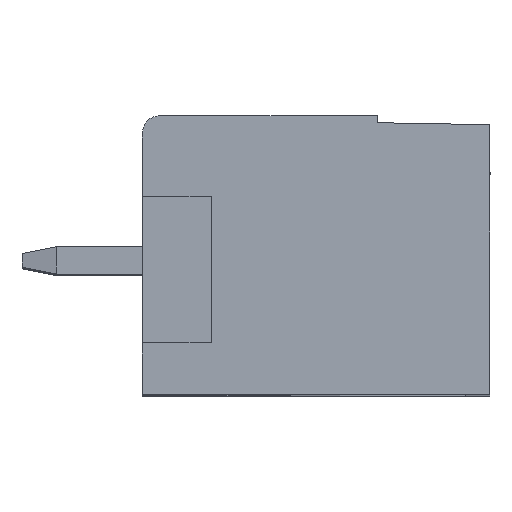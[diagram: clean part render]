
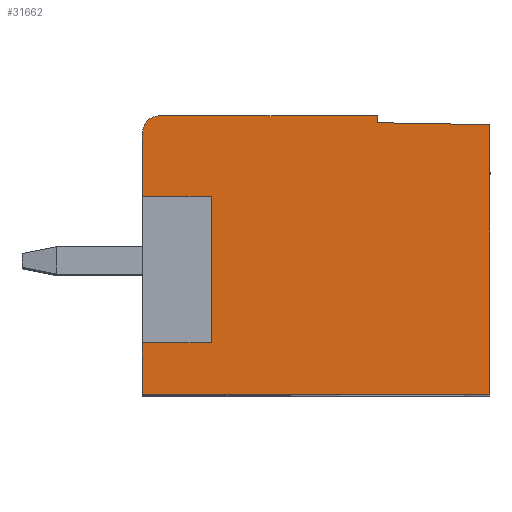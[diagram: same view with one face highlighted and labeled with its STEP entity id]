
A CAD part, top view. The second image highlights one B-rep face of the part: STEP entity #31662.
In plain terms, the highlighted planar face has unit normal (0, 0, 1).
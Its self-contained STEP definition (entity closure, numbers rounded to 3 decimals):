
#5=DIRECTION('',(0.,1.,0.));
#6=VECTOR('',#5,7.84);
#7=CARTESIAN_POINT('',(-10.615,0.099,168.212));
#8=LINE('',#7,#6);
#287=DIRECTION('',(0.,1.,0.));
#288=VECTOR('',#287,0.202);
#289=CARTESIAN_POINT('',(-13.889,7.997,168.212));
#290=LINE('',#289,#288);
#355=DIRECTION('',(0.,-1.,0.));
#356=VECTOR('',#355,1.85);
#357=CARTESIAN_POINT('',(-20.715,7.699,168.212));
#358=LINE('',#357,#356);
#371=DIRECTION('',(0.,-1.,0.));
#372=VECTOR('',#371,1.5);
#373=CARTESIAN_POINT('',(-20.715,1.599,168.212));
#374=LINE('',#373,#372);
#1147=DIRECTION('',(1.,0.,0.));
#1148=VECTOR('',#1147,10.1);
#1149=CARTESIAN_POINT('',(-20.715,0.099,
168.212));
#1150=LINE('',#1149,#1148);
#11381=DIRECTION('',(0.,1.,0.));
#11382=VECTOR('',#11381,4.25);
#11383=CARTESIAN_POINT('',(-18.715,1.599,
168.212));
#11384=LINE('',#11383,#11382);
#11385=DIRECTION('',(-1.,0.,0.));
#11386=VECTOR('',#11385,2.);
#11387=CARTESIAN_POINT('',(-18.715,5.849,
168.212));
#11388=LINE('',#11387,#11386);
#11389=CARTESIAN_POINT('',(-20.215,7.699,
168.212));
#11390=DIRECTION('',(0.,0.,-1.));
#11391=DIRECTION('',(-1.,0.,0.));
#11392=AXIS2_PLACEMENT_3D('',#11389,#11390,#11391);
#11394=DIRECTION('',(1.,0.,0.));
#11395=VECTOR('',#11394,6.326);
#11396=CARTESIAN_POINT('',(-20.215,8.199,
168.212));
#11397=LINE('',#11396,#11395);
#11398=DIRECTION('',(1.,-0.017,0.));
#11399=VECTOR('',#11398,3.274);
#11400=CARTESIAN_POINT('',(-13.889,7.997,
168.212));
#11401=LINE('',#11400,#11399);
#11402=DIRECTION('',(-1.,0.,0.));
#11403=VECTOR('',#11402,2.);
#11404=CARTESIAN_POINT('',(-18.715,1.599,
168.212));
#11405=LINE('',#11404,#11403);
#11426=CARTESIAN_POINT('',(-10.615,0.099,
168.212));
#11427=CARTESIAN_POINT('',(-10.615,7.94,
168.212));
#11428=VERTEX_POINT('',#11426);
#11429=VERTEX_POINT('',#11427);
#11502=CARTESIAN_POINT('',(-20.715,0.099,
168.212));
#11503=VERTEX_POINT('',#11502);
#11769=CARTESIAN_POINT('',(-13.889,7.997,
168.212));
#11770=VERTEX_POINT('',#11769);
#11771=CARTESIAN_POINT('',(-20.715,1.599,
168.212));
#11772=VERTEX_POINT('',#11771);
#11773=CARTESIAN_POINT('',(-18.715,1.599,
168.212));
#11774=VERTEX_POINT('',#11773);
#11775=CARTESIAN_POINT('',(-18.715,5.849,
168.212));
#11776=VERTEX_POINT('',#11775);
#11777=CARTESIAN_POINT('',(-20.715,5.849,
168.212));
#11778=VERTEX_POINT('',#11777);
#11779=CARTESIAN_POINT('',(-20.715,7.699,
168.212));
#11780=VERTEX_POINT('',#11779);
#11781=CARTESIAN_POINT('',(-20.215,8.199,
168.212));
#11782=VERTEX_POINT('',#11781);
#11783=CARTESIAN_POINT('',(-13.889,8.199,
168.212));
#11784=VERTEX_POINT('',#11783);
#31641=CARTESIAN_POINT('',(-10.615,0.099,
168.212));
#31642=DIRECTION('',(0.,0.,-1.));
#31643=DIRECTION('',(0.,1.,0.));
#31644=AXIS2_PLACEMENT_3D('',#31641,#31642,#31643);
#31645=PLANE('',#31644);
#31646=ORIENTED_EDGE('',*,*,#14959,.F.);
#31647=ORIENTED_EDGE('',*,*,#16371,.F.);
#31648=ORIENTED_EDGE('',*,*,#15304,.F.);
#31650=ORIENTED_EDGE('',*,*,#31649,.F.);
#31652=ORIENTED_EDGE('',*,*,#31651,.T.);
#31654=ORIENTED_EDGE('',*,*,#31653,.T.);
#31655=ORIENTED_EDGE('',*,*,#15296,.F.);
#31656=ORIENTED_EDGE('',*,*,#15261,.T.);
#31657=ORIENTED_EDGE('',*,*,#15246,.T.);
#31658=ORIENTED_EDGE('',*,*,#15231,.F.);
#31659=ORIENTED_EDGE('',*,*,#15216,.T.);
#31660=EDGE_LOOP('',(#31646,#31647,#31648,#31650,#31652,#31654,#31655,#31656,
#31657,#31658,#31659));
#31661=FACE_OUTER_BOUND('',#31660,.F.);
#11393=CIRCLE('',#11392,0.5);
#14959=EDGE_CURVE('',#11428,#11429,#8,.T.);
#15216=EDGE_CURVE('',#11770,#11429,#11401,.T.);
#15231=EDGE_CURVE('',#11770,#11784,#290,.T.);
#15246=EDGE_CURVE('',#11782,#11784,#11397,.T.);
#15261=EDGE_CURVE('',#11780,#11782,#11393,.T.);
#15296=EDGE_CURVE('',#11780,#11778,#358,.T.);
#15304=EDGE_CURVE('',#11772,#11503,#374,.T.);
#16371=EDGE_CURVE('',#11503,#11428,#1150,.T.);
#31649=EDGE_CURVE('',#11774,#11772,#11405,.T.);
#31651=EDGE_CURVE('',#11774,#11776,#11384,.T.);
#31653=EDGE_CURVE('',#11776,#11778,#11388,.T.);
#31662=ADVANCED_FACE('',(#31661),#31645,.F.);
